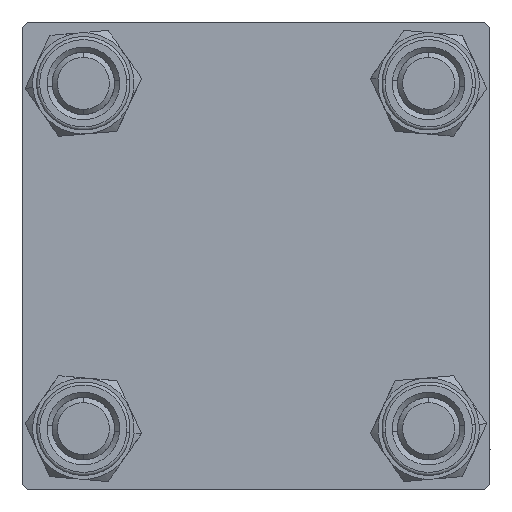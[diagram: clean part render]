
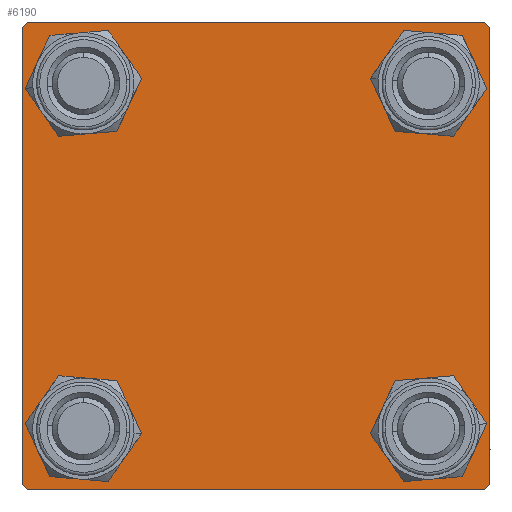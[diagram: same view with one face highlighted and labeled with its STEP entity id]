
A CAD part, left-side view. The second image highlights one B-rep face of the part: STEP entity #6190.
In plain terms, the highlighted planar face has unit normal (-1, 0, 0).
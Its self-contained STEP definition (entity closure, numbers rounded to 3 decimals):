
#447 = EDGE_CURVE ( 'NONE', #3299, #40743, #42796, .T. ) ;
#567 = EDGE_LOOP ( 'NONE', ( #55895, #27051 ) ) ;
#732 = CARTESIAN_POINT ( 'NONE',  ( 0., -16.6, 16.6 ) ) ;
#798 = EDGE_CURVE ( 'NONE', #25106, #23607, #6869, .T. ) ;
#841 = CARTESIAN_POINT ( 'NONE',  ( 0., -16.6, 20.1 ) ) ;
#907 = DIRECTION ( 'NONE',  ( 0., 0., 1. ) ) ;
#968 = LINE ( 'NONE', #13952, #35640 ) ;
#1135 = DIRECTION ( 'NONE',  ( 0., 0., 1. ) ) ;
#1199 = DIRECTION ( 'NONE',  ( 0., -0.707, -0.707 ) ) ;
#2215 = CARTESIAN_POINT ( 'NONE',  ( 0., 22., 22.5 ) ) ;
#3299 = VERTEX_POINT ( 'NONE', #31971 ) ;
#3357 = AXIS2_PLACEMENT_3D ( 'NONE', #13555, #14123, #1135 ) ;
#3852 = EDGE_LOOP ( 'NONE', ( #25814, #50904 ) ) ;
#5253 = DIRECTION ( 'NONE',  ( -1., 0., 0. ) ) ;
#5747 = CARTESIAN_POINT ( 'NONE',  ( 0., 22.5, 22. ) ) ;
#5826 = FACE_BOUND ( 'NONE', #3852, .T. ) ;
#5912 = AXIS2_PLACEMENT_3D ( 'NONE', #36932, #5253, #49576 ) ;
#6110 = DIRECTION ( 'NONE',  ( 0., 0., 1. ) ) ;
#6190 = ADVANCED_FACE ( 'NONE', ( #50434, #5826, #23668, #32882, #14484 ), #10154, .T. ) ;
#6841 = LINE ( 'NONE', #20097, #29104 ) ;
#6869 = CIRCLE ( 'NONE', #22483, 3.5 ) ;
#7379 = VERTEX_POINT ( 'NONE', #15774 ) ;
#7403 = ORIENTED_EDGE ( 'NONE', *, *, #37928, .T. ) ;
#7671 = CARTESIAN_POINT ( 'NONE',  ( 0., -22.25, -22.25 ) ) ;
#8176 = VECTOR ( 'NONE', #28329, 1000. ) ;
#8335 = ORIENTED_EDGE ( 'NONE', *, *, #447, .T. ) ;
#8709 = CARTESIAN_POINT ( 'NONE',  ( 0., -16.6, -16.6 ) ) ;
#9115 = CIRCLE ( 'NONE', #38549, 3.5 ) ;
#9878 = DIRECTION ( 'NONE',  ( 1., 0., 0. ) ) ;
#10154 = PLANE ( 'NONE',  #5912 ) ;
#11052 = CARTESIAN_POINT ( 'NONE',  ( 0., -22.25, 22.25 ) ) ;
#12062 = CARTESIAN_POINT ( 'NONE',  ( 0., -22.5, -22. ) ) ;
#12295 = ORIENTED_EDGE ( 'NONE', *, *, #41819, .T. ) ;
#12537 = CIRCLE ( 'NONE', #3357, 3.5 ) ;
#13138 = VERTEX_POINT ( 'NONE', #2215 ) ;
#13190 = DIRECTION ( 'NONE',  ( 0., 0., 1. ) ) ;
#13246 = EDGE_CURVE ( 'NONE', #46985, #49797, #35596, .T. ) ;
#13489 = AXIS2_PLACEMENT_3D ( 'NONE', #15475, #50292, #37350 ) ;
#13555 = CARTESIAN_POINT ( 'NONE',  ( 0., 16.6, -16.6 ) ) ;
#13952 = CARTESIAN_POINT ( 'NONE',  ( 0., -22.5, 22.5 ) ) ;
#14123 = DIRECTION ( 'NONE',  ( 1., 0., 0. ) ) ;
#14484 = FACE_OUTER_BOUND ( 'NONE', #33454, .T. ) ;
#15475 = CARTESIAN_POINT ( 'NONE',  ( 0., 16.6, -16.6 ) ) ;
#15698 = EDGE_CURVE ( 'NONE', #17869, #40743, #968, .T. ) ;
#15774 = CARTESIAN_POINT ( 'NONE',  ( 0., 16.6, -13.1 ) ) ;
#16263 = CARTESIAN_POINT ( 'NONE',  ( 0., -16.6, -16.6 ) ) ;
#17472 = DIRECTION ( 'NONE',  ( 1., 0., 0. ) ) ;
#17869 = VERTEX_POINT ( 'NONE', #54992 ) ;
#18322 = CIRCLE ( 'NONE', #47745, 3.5 ) ;
#19663 = EDGE_LOOP ( 'NONE', ( #33812, #24879 ) ) ;
#20097 = CARTESIAN_POINT ( 'NONE',  ( 0., 22.25, 22.25 ) ) ;
#20185 = ORIENTED_EDGE ( 'NONE', *, *, #15698, .F. ) ;
#20234 = VECTOR ( 'NONE', #43996, 1000. ) ;
#20337 = CARTESIAN_POINT ( 'NONE',  ( 0., 22.5, 22.5 ) ) ;
#20568 = ORIENTED_EDGE ( 'NONE', *, *, #23297, .T. ) ;
#21013 = VERTEX_POINT ( 'NONE', #5747 ) ;
#21182 = DIRECTION ( 'NONE',  ( 0., -1., 0. ) ) ;
#22361 = CARTESIAN_POINT ( 'NONE',  ( 0., -16.6, -13.1 ) ) ;
#22483 = AXIS2_PLACEMENT_3D ( 'NONE', #31747, #9878, #6110 ) ;
#23297 = EDGE_CURVE ( 'NONE', #17869, #24245, #32637, .T. ) ;
#23525 = VERTEX_POINT ( 'NONE', #34484 ) ;
#23607 = VERTEX_POINT ( 'NONE', #46524 ) ;
#23668 = FACE_BOUND ( 'NONE', #35170, .T. ) ;
#24245 = VERTEX_POINT ( 'NONE', #31090 ) ;
#24879 = ORIENTED_EDGE ( 'NONE', *, *, #13246, .T. ) ;
#25106 = VERTEX_POINT ( 'NONE', #56543 ) ;
#25437 = VECTOR ( 'NONE', #47105, 1000. ) ;
#25581 = CARTESIAN_POINT ( 'NONE',  ( 0., 22.5, -22.5 ) ) ;
#25814 = ORIENTED_EDGE ( 'NONE', *, *, #49603, .T. ) ;
#25824 = EDGE_CURVE ( 'NONE', #13138, #24245, #51957, .T. ) ;
#26208 = DIRECTION ( 'NONE',  ( 1., 0., 0. ) ) ;
#26538 = EDGE_CURVE ( 'NONE', #23607, #25106, #34028, .T. ) ;
#26833 = ORIENTED_EDGE ( 'NONE', *, *, #25824, .F. ) ;
#26878 = EDGE_CURVE ( 'NONE', #34184, #3299, #56929, .T. ) ;
#27051 = ORIENTED_EDGE ( 'NONE', *, *, #798, .T. ) ;
#27720 = VERTEX_POINT ( 'NONE', #22361 ) ;
#28289 = AXIS2_PLACEMENT_3D ( 'NONE', #732, #17472, #35874 ) ;
#28329 = DIRECTION ( 'NONE',  ( 0., 0.707, 0.707 ) ) ;
#28704 = CARTESIAN_POINT ( 'NONE',  ( 0., 22.5, 22.5 ) ) ;
#28715 = DIRECTION ( 'NONE',  ( 0., -0.707, 0.707 ) ) ;
#29104 = VECTOR ( 'NONE', #50881, 1000. ) ;
#30173 = CARTESIAN_POINT ( 'NONE',  ( 0., -16.6, 16.6 ) ) ;
#30561 = EDGE_CURVE ( 'NONE', #23525, #27720, #43316, .T. ) ;
#30751 = CARTESIAN_POINT ( 'NONE',  ( 0., 22., -22.5 ) ) ;
#31090 = CARTESIAN_POINT ( 'NONE',  ( 0., -22., 22.5 ) ) ;
#31391 = AXIS2_PLACEMENT_3D ( 'NONE', #16263, #55124, #46777 ) ;
#31747 = CARTESIAN_POINT ( 'NONE',  ( 0., 16.6, 16.6 ) ) ;
#31971 = CARTESIAN_POINT ( 'NONE',  ( 0., -22., -22.5 ) ) ;
#32637 = LINE ( 'NONE', #11052, #8176 ) ;
#32882 = FACE_BOUND ( 'NONE', #567, .T. ) ;
#33045 = EDGE_CURVE ( 'NONE', #52288, #34184, #36337, .T. ) ;
#33454 = EDGE_LOOP ( 'NONE', ( #54548, #41826, #45456, #8335, #20185, #20568, #26833, #7403 ) ) ;
#33812 = ORIENTED_EDGE ( 'NONE', *, *, #49374, .T. ) ;
#33837 = CARTESIAN_POINT ( 'NONE',  ( 0., 16.6, -20.1 ) ) ;
#34028 = CIRCLE ( 'NONE', #54236, 3.5 ) ;
#34184 = VERTEX_POINT ( 'NONE', #30751 ) ;
#34484 = CARTESIAN_POINT ( 'NONE',  ( 0., -16.6, -20.1 ) ) ;
#35170 = EDGE_LOOP ( 'NONE', ( #12295, #44791 ) ) ;
#35596 = CIRCLE ( 'NONE', #28289, 3.5 ) ;
#35640 = VECTOR ( 'NONE', #49329, 1000. ) ;
#35874 = DIRECTION ( 'NONE',  ( 0., 0., 1. ) ) ;
#36337 = LINE ( 'NONE', #49860, #55308 ) ;
#36932 = CARTESIAN_POINT ( 'NONE',  ( 0., 0., 0. ) ) ;
#37075 = EDGE_CURVE ( 'NONE', #21013, #52288, #47374, .T. ) ;
#37350 = DIRECTION ( 'NONE',  ( 0., 0., 1. ) ) ;
#37928 = EDGE_CURVE ( 'NONE', #13138, #21013, #6841, .T. ) ;
#38299 = CIRCLE ( 'NONE', #13489, 3.5 ) ;
#38549 = AXIS2_PLACEMENT_3D ( 'NONE', #8709, #39522, #907 ) ;
#39522 = DIRECTION ( 'NONE',  ( 1., 0., 0. ) ) ;
#40743 = VERTEX_POINT ( 'NONE', #12062 ) ;
#41411 = EDGE_CURVE ( 'NONE', #48416, #7379, #12537, .T. ) ;
#41768 = VECTOR ( 'NONE', #28715, 1000. ) ;
#41819 = EDGE_CURVE ( 'NONE', #7379, #48416, #38299, .T. ) ;
#41826 = ORIENTED_EDGE ( 'NONE', *, *, #33045, .T. ) ;
#42796 = LINE ( 'NONE', #7671, #41768 ) ;
#43167 = VECTOR ( 'NONE', #21182, 1000. ) ;
#43208 = DIRECTION ( 'NONE',  ( 0., 0., 1. ) ) ;
#43316 = CIRCLE ( 'NONE', #31391, 3.5 ) ;
#43562 = CARTESIAN_POINT ( 'NONE',  ( 0., 22.5, -22. ) ) ;
#43996 = DIRECTION ( 'NONE',  ( 0., -1., 0. ) ) ;
#44791 = ORIENTED_EDGE ( 'NONE', *, *, #41411, .T. ) ;
#45456 = ORIENTED_EDGE ( 'NONE', *, *, #26878, .T. ) ;
#46524 = CARTESIAN_POINT ( 'NONE',  ( 0., 16.6, 20.1 ) ) ;
#46777 = DIRECTION ( 'NONE',  ( 0., 0., 1. ) ) ;
#46985 = VERTEX_POINT ( 'NONE', #51209 ) ;
#47105 = DIRECTION ( 'NONE',  ( 0., 0., -1. ) ) ;
#47374 = LINE ( 'NONE', #28704, #25437 ) ;
#47509 = CARTESIAN_POINT ( 'NONE',  ( 0., 16.6, 16.6 ) ) ;
#47724 = DIRECTION ( 'NONE',  ( 1., 0., 0. ) ) ;
#47745 = AXIS2_PLACEMENT_3D ( 'NONE', #30173, #47724, #13190 ) ;
#48416 = VERTEX_POINT ( 'NONE', #33837 ) ;
#49329 = DIRECTION ( 'NONE',  ( 0., 0., -1. ) ) ;
#49374 = EDGE_CURVE ( 'NONE', #49797, #46985, #18322, .T. ) ;
#49576 = DIRECTION ( 'NONE',  ( 0., 0., 1. ) ) ;
#49603 = EDGE_CURVE ( 'NONE', #27720, #23525, #9115, .T. ) ;
#49797 = VERTEX_POINT ( 'NONE', #841 ) ;
#49860 = CARTESIAN_POINT ( 'NONE',  ( 0., 22.25, -22.25 ) ) ;
#50292 = DIRECTION ( 'NONE',  ( 1., 0., 0. ) ) ;
#50434 = FACE_BOUND ( 'NONE', #19663, .T. ) ;
#50881 = DIRECTION ( 'NONE',  ( 0., 0.707, -0.707 ) ) ;
#50904 = ORIENTED_EDGE ( 'NONE', *, *, #30561, .T. ) ;
#51209 = CARTESIAN_POINT ( 'NONE',  ( 0., -16.6, 13.1 ) ) ;
#51957 = LINE ( 'NONE', #20337, #43167 ) ;
#52288 = VERTEX_POINT ( 'NONE', #43562 ) ;
#54236 = AXIS2_PLACEMENT_3D ( 'NONE', #47509, #26208, #43208 ) ;
#54548 = ORIENTED_EDGE ( 'NONE', *, *, #37075, .T. ) ;
#54992 = CARTESIAN_POINT ( 'NONE',  ( 0., -22.5, 22. ) ) ;
#55124 = DIRECTION ( 'NONE',  ( 1., 0., 0. ) ) ;
#55308 = VECTOR ( 'NONE', #1199, 1000. ) ;
#55895 = ORIENTED_EDGE ( 'NONE', *, *, #26538, .T. ) ;
#56543 = CARTESIAN_POINT ( 'NONE',  ( 0., 16.6, 13.1 ) ) ;
#56929 = LINE ( 'NONE', #25581, #20234 ) ;
